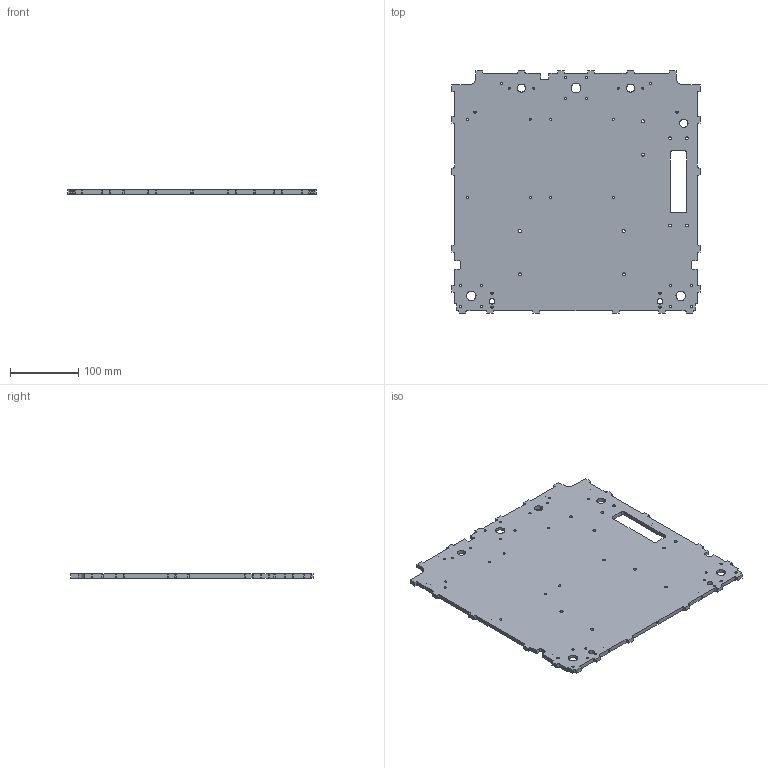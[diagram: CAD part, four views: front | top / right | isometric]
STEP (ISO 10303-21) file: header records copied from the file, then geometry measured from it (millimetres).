
FILE_DESCRIPTION(/* description */ (''),/* implementation_level */ '2;1');
FILE_NAME(/* name */ '4c875fa8-2453-453e-95dc-9de020eaca60.stp',/* time_stamp */ '2017-12-18T17:47:36+00:00',/* author */ (''),/* organization */ (''),/* preprocessor_version */ 'ST-DEVELOPER v16.13',/* originating_system */ 'Autodesk Translation Framework v6.5.0.72',/* authorisation */ '');
FILE_SCHEMA (('AUTOMOTIVE_DESIGN { 1 0 10303 214 3 1 1 }'));
Length unit declared in the file: millimetre
Products named in the file (1): xBot Bottom Medium
Bounding box: 364.2 x 355.6 x 6 mm (x, y, z)
Volume: 715743.2 mm3; surface area: 256533.9 mm2
Topology: 1 solids, 1 shells, 354 faces, 1063 edges, 714 vertices
Faces by surface type: plane 192, cylinder 162
Full cylindrical faces by diameter (mm): 3.2 x32, 4.2 x6, 4.5 x4, 8 x2, 12 x2, 12.4 x1, 14 x3, 22 x2, 22.2 x1
Entity records: 12308 total; most frequent: CARTESIAN_POINT 2132, ORIENTED_EDGE 2126, DIRECTION 2113, EDGE_CURVE 1063, LINE 723, VECTOR 723, VERTEX_POINT 714, AXIS2_PLACEMENT_3D 695
